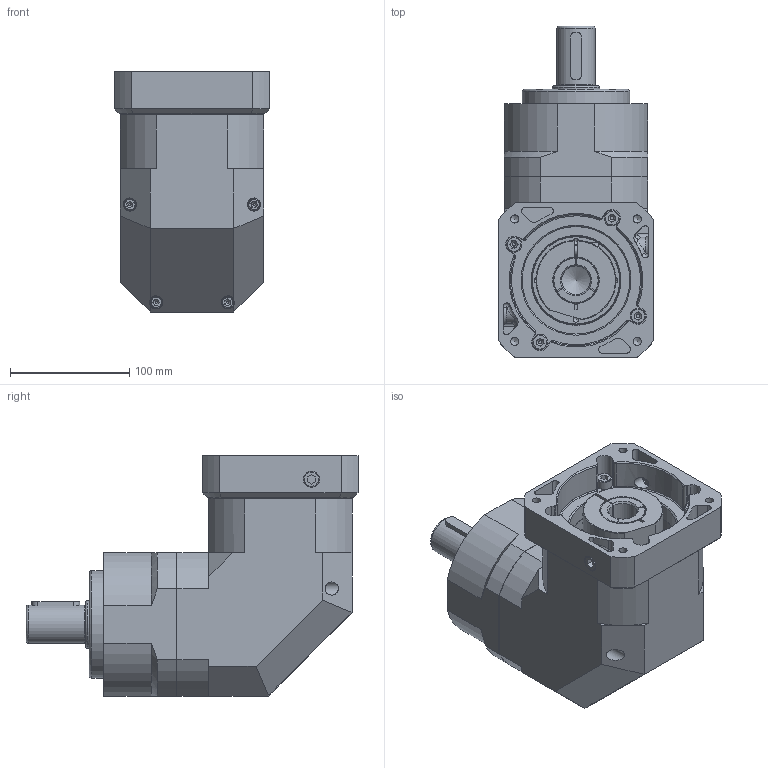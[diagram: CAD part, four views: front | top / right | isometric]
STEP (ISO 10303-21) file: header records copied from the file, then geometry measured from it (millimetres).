
FILE_DESCRIPTION((''),'2;1');
FILE_NAME('KSEL-120-1.stp','2014-04-10T11:38:41',('young'),(''),'Autodesk Inventor 2012','Autodesk Inventor 2012','');
FILE_SCHEMA(('AUTOMOTIVE_DESIGN { 1 0 10303 214 1 1 1 1 }'));
Length unit declared in the file: millimetre
Products named in the file (1): KSEL-120-1
Bounding box: 130 x 278 x 201 mm (x, y, z)
Volume: 2730467.5 mm3; surface area: 347401.4 mm2
Topology: 21 solids, 21 shells, 707 faces, 1788 edges, 1175 vertices
Faces by surface type: plane 362, cylinder 181, cone 103, bspline 34, torus 25, sphere 2
Full cylindrical faces by diameter (mm): 5 x8, 6 x4, 6.8 x16, 8 x10, 8.5 x1, 9 x1, 10 x4, 11 x4, 11.125 x2, 12 x1, 13 x7, 24.2 x1, 25 x1, 32 x1, 38.4 x1, 39.8 x2, 40 x2, 55 x3, 58 x1, 62 x2, 68 x1, 69 x1, 72 x1, 75 x2, 90 x2, 95 x1, 105 x3
Entity records: 28473 total; most frequent: CARTESIAN_POINT 12605, DIRECTION 3178, ORIENTED_EDGE 3124, EDGE_CURVE 1562, AXIS2_PLACEMENT_3D 1216, VERTEX_POINT 1120, EDGE_LOOP 964, VECTOR 746
